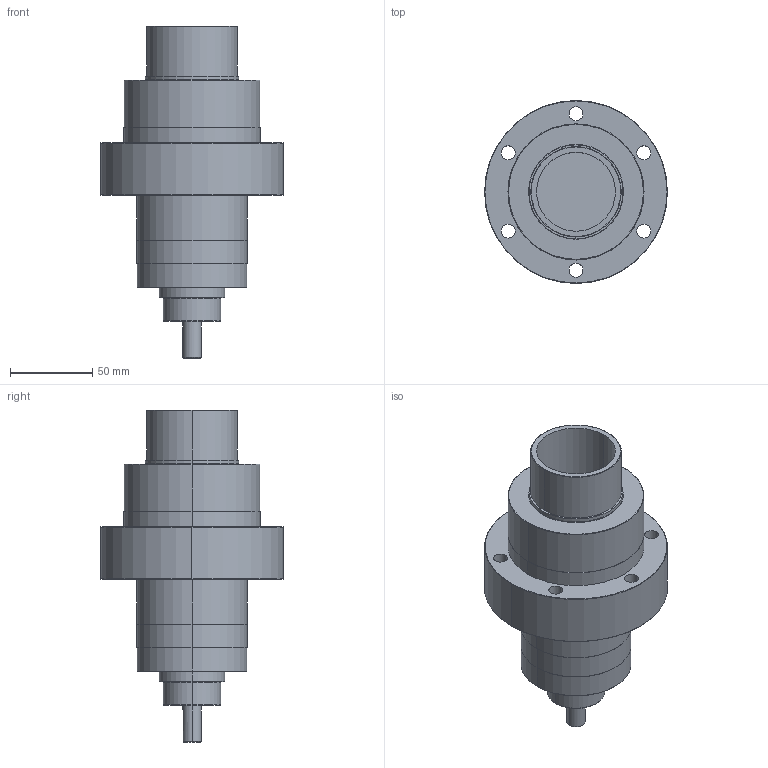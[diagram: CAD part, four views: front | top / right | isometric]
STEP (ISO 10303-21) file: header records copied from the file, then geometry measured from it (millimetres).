
FILE_DESCRIPTION (( 'STEP AP203' ), '1' );
FILE_NAME ('HDC-3C.step', '2011-02-28T05:12:12', ( '' ), ( '' ), 'SwSTEP 2.0', 'SolidWorks 2010', '' );
FILE_SCHEMA (( 'CONFIG_CONTROL_DESIGN' ));
Length unit declared in the file: inch
Products named in the file (1): HDC-3C
Bounding box: 111.25 x 111.25 x 201.93 mm (x, y, z)
Volume: 677060.3 mm3; surface area: 76766.8 mm2
Topology: 1 solids, 1 shells, 99 faces, 213 edges, 134 vertices
Faces by surface type: cylinder 51, plane 23, torus 22, cone 3
Entity records: 2864 total; most frequent: DIRECTION 559, CARTESIAN_POINT 470, ORIENTED_EDGE 426, AXIS2_PLACEMENT_3D 249, EDGE_CURVE 213, CIRCLE 149, VERTEX_POINT 134, EDGE_LOOP 129
